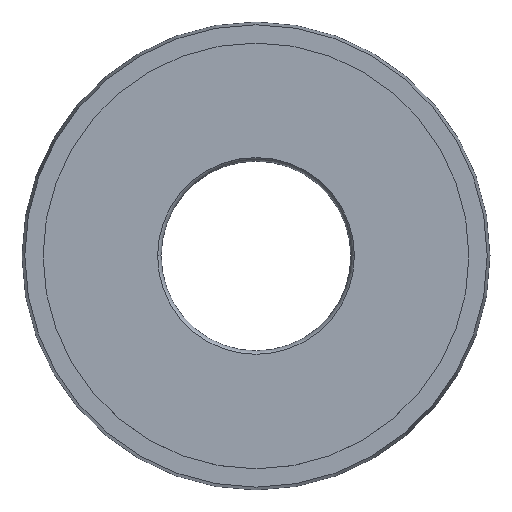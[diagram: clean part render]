
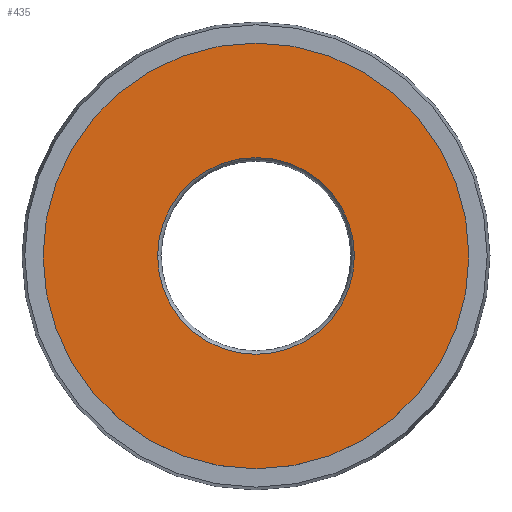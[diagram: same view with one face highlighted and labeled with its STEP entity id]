
A CAD part, top view. The second image highlights one B-rep face of the part: STEP entity #435.
In plain terms, the highlighted planar face has unit normal (0, 0, 1).
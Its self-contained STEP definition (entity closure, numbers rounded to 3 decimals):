
#54 = CARTESIAN_POINT ( 'NONE',  ( 15.15, 0., 0. ) ) ;
#55 = ORIENTED_EDGE ( 'NONE', *, *, #362, .T. ) ;
#61 = CARTESIAN_POINT ( 'NONE',  ( 7., 0., 0. ) ) ;
#80 = DIRECTION ( 'NONE',  ( -1., 0., 0. ) ) ;
#105 = VERTEX_POINT ( 'NONE', #54 ) ;
#123 = DIRECTION ( 'NONE',  ( 1., 0., 0. ) ) ;
#130 = ORIENTED_EDGE ( 'NONE', *, *, #567, .F. ) ;
#158 = VERTEX_POINT ( 'NONE', #61 ) ;
#163 = DIRECTION ( 'NONE',  ( 0., 0., 1. ) ) ;
#170 = DIRECTION ( 'NONE',  ( 0., 0., 1. ) ) ;
#196 = AXIS2_PLACEMENT_3D ( 'NONE', #215, #217, #80 ) ;
#211 = CARTESIAN_POINT ( 'NONE',  ( 0., 0., 0. ) ) ;
#215 = CARTESIAN_POINT ( 'NONE',  ( 0., 0., 0. ) ) ;
#217 = DIRECTION ( 'NONE',  ( 0., 0., -1. ) ) ;
#220 = CARTESIAN_POINT ( 'NONE',  ( -15.15, 0., 0. ) ) ;
#251 = DIRECTION ( 'NONE',  ( 0., 0., 1. ) ) ;
#260 = DIRECTION ( 'NONE',  ( 1., 0., 0. ) ) ;
#263 = CARTESIAN_POINT ( 'NONE',  ( -7., 0., 0. ) ) ;
#268 = EDGE_LOOP ( 'NONE', ( #130, #287 ) ) ;
#280 = CIRCLE ( 'NONE', #371, 7. ) ;
#283 = EDGE_CURVE ( 'NONE', #105, #562, #584, .T. ) ;
#287 = ORIENTED_EDGE ( 'NONE', *, *, #469, .F. ) ;
#302 = CARTESIAN_POINT ( 'NONE',  ( 0., 0., 0. ) ) ;
#308 = FACE_BOUND ( 'NONE', #268, .T. ) ;
#318 = AXIS2_PLACEMENT_3D ( 'NONE', #211, #251, #625 ) ;
#325 = CIRCLE ( 'NONE', #457, 7. ) ;
#330 = ORIENTED_EDGE ( 'NONE', *, *, #283, .T. ) ;
#362 = EDGE_CURVE ( 'NONE', #562, #105, #385, .T. ) ;
#366 = PLANE ( 'NONE',  #196 ) ;
#371 = AXIS2_PLACEMENT_3D ( 'NONE', #640, #170, #260 ) ;
#385 = CIRCLE ( 'NONE', #436, 15.15 ) ;
#435 = ADVANCED_FACE ( 'NONE', ( #308, #557 ), #366, .F. ) ;
#436 = AXIS2_PLACEMENT_3D ( 'NONE', #587, #575, #483 ) ;
#457 = AXIS2_PLACEMENT_3D ( 'NONE', #302, #163, #123 ) ;
#469 = EDGE_CURVE ( 'NONE', #595, #158, #325, .T. ) ;
#483 = DIRECTION ( 'NONE',  ( 1., 0., 0. ) ) ;
#525 = EDGE_LOOP ( 'NONE', ( #330, #55 ) ) ;
#557 = FACE_OUTER_BOUND ( 'NONE', #525, .T. ) ;
#562 = VERTEX_POINT ( 'NONE', #220 ) ;
#567 = EDGE_CURVE ( 'NONE', #158, #595, #280, .T. ) ;
#575 = DIRECTION ( 'NONE',  ( 0., 0., 1. ) ) ;
#584 = CIRCLE ( 'NONE', #318, 15.15 ) ;
#587 = CARTESIAN_POINT ( 'NONE',  ( 0., 0., 0. ) ) ;
#595 = VERTEX_POINT ( 'NONE', #263 ) ;
#625 = DIRECTION ( 'NONE',  ( 1., 0., 0. ) ) ;
#640 = CARTESIAN_POINT ( 'NONE',  ( 0., 0., 0. ) ) ;
